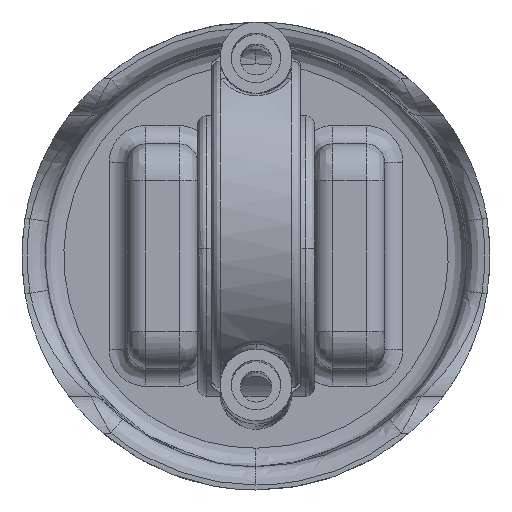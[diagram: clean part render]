
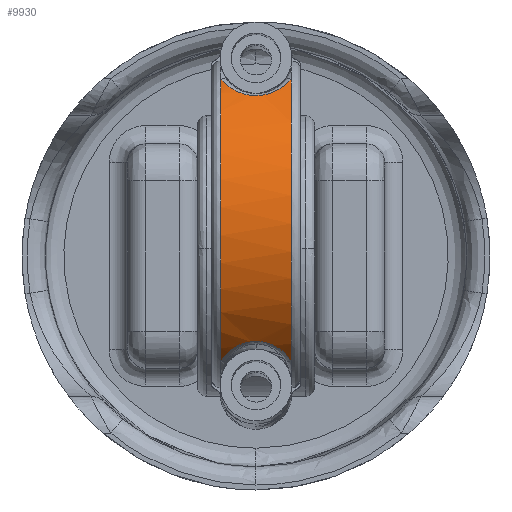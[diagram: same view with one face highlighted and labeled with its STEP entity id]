
A CAD part, front view. The second image highlights one B-rep face of the part: STEP entity #9930.
In plain terms, the highlighted free-form (B-spline) face has degree [2, 1] with [3, 2] control points.
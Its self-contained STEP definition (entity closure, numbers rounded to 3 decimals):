
#9930 = ADVANCED_FACE('',(#9931),#10031,.T.);
#9931 = FACE_BOUND('',#9932,.T.);
#9932 = EDGE_LOOP('',(#9933,#9943,#9984,#9992));
#9933 = ORIENTED_EDGE('',*,*,#9934,.T.);
#9934 = EDGE_CURVE('',#9935,#9937,#9939,.T.);
#9935 = VERTEX_POINT('',#9936);
#9936 = CARTESIAN_POINT('',(14.151,-347.585,
    -42.386));
#9937 = VERTEX_POINT('',#9938);
#9938 = CARTESIAN_POINT('',(14.151,-341.21,
    71.461));
#9939 = ( BOUNDED_CURVE() B_SPLINE_CURVE(2,(#9940,#9941,#9942),
.UNSPECIFIED.,.F.,.F.) B_SPLINE_CURVE_WITH_KNOTS((3,3),(0.528,
2.613),.PIECEWISE_BEZIER_KNOTS.) CURVE() 
GEOMETRIC_REPRESENTATION_ITEM() RATIONAL_B_SPLINE_CURVE((1.,
0.504,1.)) REPRESENTATION_ITEM('') );
#9940 = CARTESIAN_POINT('',(14.151,-347.585,
    -42.386));
#9941 = CARTESIAN_POINT('',(14.151,-441.971,
    20.002));
#9942 = CARTESIAN_POINT('',(14.151,-341.21,
    71.461));
#9943 = ORIENTED_EDGE('',*,*,#9944,.T.);
#9944 = EDGE_CURVE('',#9937,#9945,#9947,.T.);
#9945 = VERTEX_POINT('',#9946);
#9946 = CARTESIAN_POINT('',(-14.137,-341.21,
    71.461));
#9947 = B_SPLINE_CURVE_WITH_KNOTS('',3,(#9948,#9949,#9950,#9951,#9952,
    #9953,#9954,#9955,#9956,#9957,#9958,#9959,#9960,#9961,#9962,#9963,
    #9964,#9965,#9966,#9967,#9968,#9969,#9970,#9971,#9972,#9973,#9974,
    #9975,#9976,#9977,#9978,#9979,#9980,#9981,#9982,#9983),
  .UNSPECIFIED.,.F.,.F.,(4,2,2,2,2,2,2,2,2,2,2,2,2,2,2,2,2,4),(0.,
    0.002,0.003,0.007,
    0.009,0.009,0.01,
    0.012,0.013,0.014,
    0.015,0.017,0.019,
    0.02,0.021,0.022,
    0.024,0.027),.UNSPECIFIED.);
#9948 = CARTESIAN_POINT('',(14.151,-341.21,
    71.461));
#9949 = CARTESIAN_POINT('',(13.868,-341.921,
    71.098));
#9950 = CARTESIAN_POINT('',(13.554,-342.614,
    70.727));
#9951 = CARTESIAN_POINT('',(12.857,-343.962,
    69.978));
#9952 = CARTESIAN_POINT('',(12.472,-344.617,
    69.597));
#9953 = CARTESIAN_POINT('',(11.207,-346.492,
    68.468));
#9954 = CARTESIAN_POINT('',(10.219,-347.627,
    67.727));
#9955 = CARTESIAN_POINT('',(8.421,-349.118,
    66.701));
#9956 = CARTESIAN_POINT('',(7.781,-349.568,
    66.381));
#9957 = CARTESIAN_POINT('',(6.755,-350.165,
    65.947));
#9958 = CARTESIAN_POINT('',(6.402,-350.351,
    65.81));
#9959 = CARTESIAN_POINT('',(5.671,-350.697,
    65.554));
#9960 = CARTESIAN_POINT('',(5.292,-350.856,
    65.434));
#9961 = CARTESIAN_POINT('',(4.142,-351.281,
    65.113));
#9962 = CARTESIAN_POINT('',(3.348,-351.498,
    64.945));
#9963 = CARTESIAN_POINT('',(2.114,-351.72,
    64.773));
#9964 = CARTESIAN_POINT('',(1.692,-351.777,
    64.729));
#9965 = CARTESIAN_POINT('',(0.848,-351.852,
    64.67));
#9966 = CARTESIAN_POINT('',(0.427,-351.871,
    64.656));
#9967 = CARTESIAN_POINT('',(-0.833,-351.871,
    64.656));
#9968 = CARTESIAN_POINT('',(-1.668,-351.797,
    64.714));
#9969 = CARTESIAN_POINT('',(-3.33,-351.5,
    64.944));
#9970 = CARTESIAN_POINT('',(-4.143,-351.276,
    65.117));
#9971 = CARTESIAN_POINT('',(-5.673,-350.709,
    65.546));
#9972 = CARTESIAN_POINT('',(-6.396,-350.365,
    65.802));
#9973 = CARTESIAN_POINT('',(-7.424,-349.767,
    66.236));
#9974 = CARTESIAN_POINT('',(-7.759,-349.552,
    66.39));
#9975 = CARTESIAN_POINT('',(-8.403,-349.101,
    66.71));
#9976 = CARTESIAN_POINT('',(-8.711,-348.865,
    66.875));
#9977 = CARTESIAN_POINT('',(-9.601,-348.127,
    67.383));
#9978 = CARTESIAN_POINT('',(-10.146,-347.596,
    67.739));
#9979 = CARTESIAN_POINT('',(-11.155,-346.463,
    68.471));
#9980 = CARTESIAN_POINT('',(-11.62,-345.858,
    68.85));
#9981 = CARTESIAN_POINT('',(-12.888,-343.978,
    69.982));
#9982 = CARTESIAN_POINT('',(-13.569,-342.632,
    70.734));
#9983 = CARTESIAN_POINT('',(-14.137,-341.21,
    71.461));
#9984 = ORIENTED_EDGE('',*,*,#9985,.T.);
#9985 = EDGE_CURVE('',#9945,#9986,#9988,.T.);
#9986 = VERTEX_POINT('',#9987);
#9987 = CARTESIAN_POINT('',(-14.137,-347.585,
    -42.386));
#9988 = ( BOUNDED_CURVE() B_SPLINE_CURVE(2,(#9989,#9990,#9991),
.UNSPECIFIED.,.F.,.F.) B_SPLINE_CURVE_WITH_KNOTS((3,3),(3.67,
5.755),.PIECEWISE_BEZIER_KNOTS.) CURVE() 
GEOMETRIC_REPRESENTATION_ITEM() RATIONAL_B_SPLINE_CURVE((1.,
0.504,1.)) REPRESENTATION_ITEM('') );
#9989 = CARTESIAN_POINT('',(-14.137,-341.21,
    71.461));
#9990 = CARTESIAN_POINT('',(-14.137,-441.971,
    20.002));
#9991 = CARTESIAN_POINT('',(-14.137,-347.585,
    -42.386));
#9992 = ORIENTED_EDGE('',*,*,#9993,.T.);
#9993 = EDGE_CURVE('',#9986,#9935,#9994,.T.);
#9994 = B_SPLINE_CURVE_WITH_KNOTS('',3,(#9995,#9996,#9997,#9998,#9999,
    #10000,#10001,#10002,#10003,#10004,#10005,#10006,#10007,#10008,
    #10009,#10010,#10011,#10012,#10013,#10014,#10015,#10016,#10017,
    #10018,#10019,#10020,#10021,#10022,#10023,#10024,#10025,#10026,
    #10027,#10028,#10029,#10030),.UNSPECIFIED.,.F.,.F.,(4,2,2,2,2,2,2,2,
    2,2,2,2,2,2,2,2,2,4),(0.,0.003,0.005,
    0.007,0.008,0.009,
    0.01,0.012,0.014,
    0.014,0.015,0.017,
    0.018,0.019,0.02,
    0.024,0.026,0.027),
  .UNSPECIFIED.);
#9995 = CARTESIAN_POINT('',(-14.137,-347.585,
    -42.386));
#9996 = CARTESIAN_POINT('',(-13.569,-348.918,
    -41.505));
#9997 = CARTESIAN_POINT('',(-12.888,-350.17,
    -40.607));
#9998 = CARTESIAN_POINT('',(-11.62,-351.913,
    -39.272));
#9999 = CARTESIAN_POINT('',(-11.155,-352.472,
    -38.828));
#10000 = CARTESIAN_POINT('',(-10.146,-353.516,
    -37.973));
#10001 = CARTESIAN_POINT('',(-9.601,-354.004,
    -37.561));
#10002 = CARTESIAN_POINT('',(-8.711,-354.68,
    -36.974));
#10003 = CARTESIAN_POINT('',(-8.403,-354.896,
    -36.783));
#10004 = CARTESIAN_POINT('',(-7.759,-355.309,
    -36.415));
#10005 = CARTESIAN_POINT('',(-7.424,-355.505,
    -36.238));
#10006 = CARTESIAN_POINT('',(-6.396,-356.051,
    -35.74));
#10007 = CARTESIAN_POINT('',(-5.673,-356.364,
    -35.447));
#10008 = CARTESIAN_POINT('',(-4.143,-356.88,
    -34.957));
#10009 = CARTESIAN_POINT('',(-3.33,-357.083,
    -34.761));
#10010 = CARTESIAN_POINT('',(-1.668,-357.353,
    -34.498));
#10011 = CARTESIAN_POINT('',(-0.833,-357.419,
    -34.433));
#10012 = CARTESIAN_POINT('',(0.427,-357.419,
    -34.433));
#10013 = CARTESIAN_POINT('',(0.848,-357.403,
    -34.449));
#10014 = CARTESIAN_POINT('',(1.692,-357.335,
    -34.516));
#10015 = CARTESIAN_POINT('',(2.114,-357.283,
    -34.566));
#10016 = CARTESIAN_POINT('',(3.348,-357.082,
    -34.762));
#10017 = CARTESIAN_POINT('',(4.142,-356.885,
    -34.953));
#10018 = CARTESIAN_POINT('',(5.292,-356.498,
    -35.32));
#10019 = CARTESIAN_POINT('',(5.671,-356.353,
    -35.456));
#10020 = CARTESIAN_POINT('',(6.402,-356.039,
    -35.749));
#10021 = CARTESIAN_POINT('',(6.755,-355.869,
    -35.906));
#10022 = CARTESIAN_POINT('',(7.781,-355.324,
    -36.404));
#10023 = CARTESIAN_POINT('',(8.421,-354.912,
    -36.772));
#10024 = CARTESIAN_POINT('',(10.219,-353.545,
    -37.959));
#10025 = CARTESIAN_POINT('',(11.207,-352.5,
    -38.822));
#10026 = CARTESIAN_POINT('',(12.472,-350.763,
    -40.153));
#10027 = CARTESIAN_POINT('',(12.857,-350.154,
    -40.604));
#10028 = CARTESIAN_POINT('',(13.554,-348.899,
    -41.5));
#10029 = CARTESIAN_POINT('',(13.868,-348.251,
    -41.945));
#10030 = CARTESIAN_POINT('',(14.151,-347.585,
    -42.386));
#10031 = ( BOUNDED_SURFACE() B_SPLINE_SURFACE(2,1,(
    (#10032,#10033)
    ,(#10034,#10035)
    ,(#10036,#10037
)),.UNSPECIFIED.,.F.,.F.,.F.) B_SPLINE_SURFACE_WITH_KNOTS((3,3),(2,2),(
    0.528,2.613),(2.54,21.59),
.PIECEWISE_BEZIER_KNOTS.) GEOMETRIC_REPRESENTATION_ITEM() 
RATIONAL_B_SPLINE_SURFACE((
    (1.,1.)
    ,(0.504,0.504)
,(1.,1.))) REPRESENTATION_ITEM('') SURFACE() );
#10032 = CARTESIAN_POINT('',(14.151,-347.585,
    -42.386));
#10033 = CARTESIAN_POINT('',(-14.137,-347.585,
    -42.386));
#10034 = CARTESIAN_POINT('',(14.151,-441.971,
    20.002));
#10035 = CARTESIAN_POINT('',(-14.137,-441.971,
    20.002));
#10036 = CARTESIAN_POINT('',(14.151,-341.21,
    71.461));
#10037 = CARTESIAN_POINT('',(-14.137,-341.21,
    71.461));
